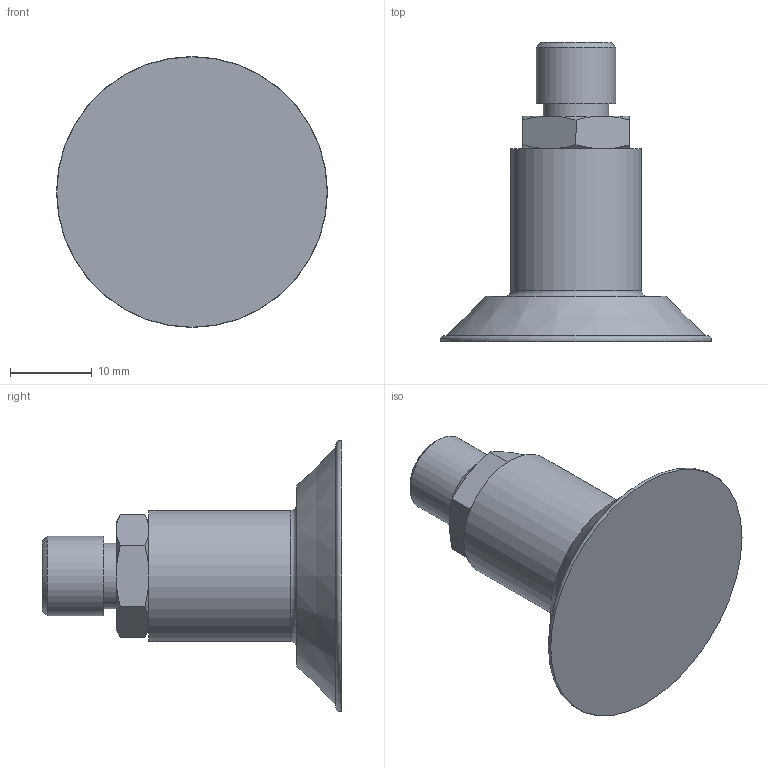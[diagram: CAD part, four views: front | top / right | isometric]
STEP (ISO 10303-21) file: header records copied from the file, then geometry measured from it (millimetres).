
FILE_DESCRIPTION(/* description */ (''),/* implementation_level */ '2;1');
FILE_NAME(/* name */ 'vo33sb_rac3r1-8m.stp',/* time_stamp */ '2020-10-30T09:15:45+01:00',/* author */ ('enginyeria'),/* organization */ (''),/* preprocessor_version */ 'ST-DEVELOPER v17.2',/* originating_system */ 'Autodesk Inventor 2019',/* authorisation */ '');
FILE_SCHEMA (('CONFIG_CONTROL_DESIGN'));
Length unit declared in the file: millimetre
Products named in the file (1): 3D_vo33+rac3r1-8m
Bounding box: 33.07 x 36.5 x 33.07 mm (x, y, z)
Volume: 8072.5 mm3; surface area: 3441.9 mm2
Topology: 1 solids, 1 shells, 35 faces, 81 edges, 54 vertices
Faces by surface type: cone 15, plane 14, cylinder 4, torus 2
Full cylindrical faces by diameter (mm): 3 x1, 8 x1, 9.728 x1, 16 x1
Entity records: 1089 total; most frequent: CARTESIAN_POINT 219, DIRECTION 173, ORIENTED_EDGE 162, EDGE_CURVE 81, AXIS2_PLACEMENT_3D 80, VERTEX_POINT 54, CIRCLE 44, EDGE_LOOP 41
